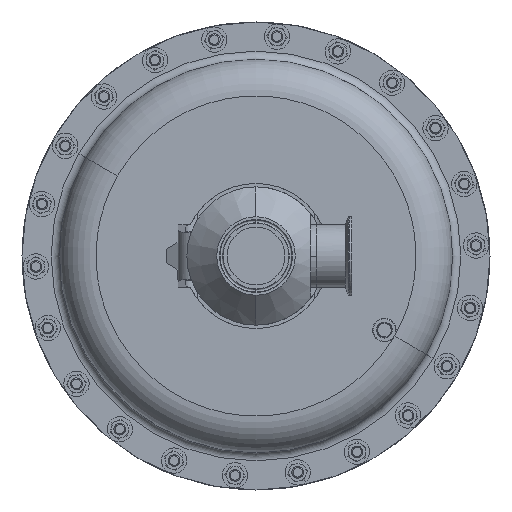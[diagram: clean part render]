
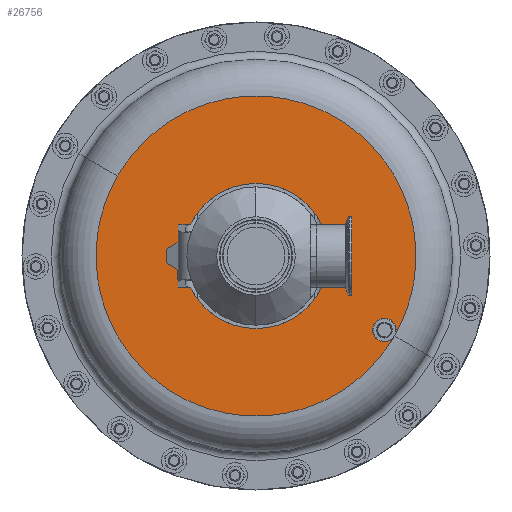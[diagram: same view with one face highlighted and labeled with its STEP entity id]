
A CAD part, front view. The second image highlights one B-rep face of the part: STEP entity #26756.
In plain terms, the highlighted planar face has unit normal (0, -1, 0).
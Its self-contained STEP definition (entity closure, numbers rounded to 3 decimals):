
#331 = CIRCLE ( 'NONE', #20006, 5.125 ) ;
#645 = ORIENTED_EDGE ( 'NONE', *, *, #22289, .F. ) ;
#1078 = CIRCLE ( 'NONE', #5808, 5.125 ) ;
#4140 = AXIS2_PLACEMENT_3D ( 'NONE', #17995, #21006, #24002 ) ;
#4160 = DIRECTION ( 'NONE',  ( 0., 1., 0. ) ) ;
#4559 = CARTESIAN_POINT ( 'NONE',  ( 0., 9.66, 2.325 ) ) ;
#5040 = EDGE_CURVE ( 'NONE', #5678, #37181, #25280, .T. ) ;
#5678 = VERTEX_POINT ( 'NONE', #4559 ) ;
#5808 = AXIS2_PLACEMENT_3D ( 'NONE', #24419, #9973, #21543 ) ;
#6600 = AXIS2_PLACEMENT_3D ( 'NONE', #22363, #10417, #36859 ) ;
#6731 = ORIENTED_EDGE ( 'NONE', *, *, #37566, .T. ) ;
#7457 = EDGE_LOOP ( 'NONE', ( #645, #35278, #6731, #11546, #36069 ) ) ;
#7653 = FACE_OUTER_BOUND ( 'NONE', #7457, .T. ) ;
#8943 = AXIS2_PLACEMENT_3D ( 'NONE', #21562, #30948, #36841 ) ;
#9973 = DIRECTION ( 'NONE',  ( 0., 1., 0. ) ) ;
#10166 = CIRCLE ( 'NONE', #12250, 0.375 ) ;
#10330 = DIRECTION ( 'NONE',  ( 0., -1., 0. ) ) ;
#10417 = DIRECTION ( 'NONE',  ( 0., -1., 0. ) ) ;
#11546 = ORIENTED_EDGE ( 'NONE', *, *, #23940, .T. ) ;
#11989 = CARTESIAN_POINT ( 'NONE',  ( 0., 9.66, 0. ) ) ;
#12250 = AXIS2_PLACEMENT_3D ( 'NONE', #25897, #13595, #25635 ) ;
#12266 = CARTESIAN_POINT ( 'NONE',  ( 0., 9.66, -2.325 ) ) ;
#13317 = PLANE ( 'NONE',  #6600 ) ;
#13595 = DIRECTION ( 'NONE',  ( 0., 1., 0. ) ) ;
#13814 = EDGE_CURVE ( 'NONE', #37181, #5678, #32312, .T. ) ;
#14212 = EDGE_CURVE ( 'NONE', #20133, #24131, #20929, .T. ) ;
#14374 = AXIS2_PLACEMENT_3D ( 'NONE', #20748, #32509, #32775 ) ;
#15788 = ORIENTED_EDGE ( 'NONE', *, *, #13814, .F. ) ;
#16502 = DIRECTION ( 'NONE',  ( 0., 0., -1. ) ) ;
#16955 = EDGE_LOOP ( 'NONE', ( #15788, #31043 ) ) ;
#17995 = CARTESIAN_POINT ( 'NONE',  ( 4.114, 9.66, -2.375 ) ) ;
#18160 = CARTESIAN_POINT ( 'NONE',  ( 4.093, 9.66, -2.001 ) ) ;
#18322 = CARTESIAN_POINT ( 'NONE',  ( 4.438, 9.66, -2.562 ) ) ;
#18471 = DIRECTION ( 'NONE',  ( 0.866, 0., -0.5 ) ) ;
#19116 = AXIS2_PLACEMENT_3D ( 'NONE', #28206, #10330, #16502 ) ;
#19391 = CARTESIAN_POINT ( 'NONE',  ( -4.438, 9.66, 2.563 ) ) ;
#20006 = AXIS2_PLACEMENT_3D ( 'NONE', #11989, #4160, #18471 ) ;
#20133 = VERTEX_POINT ( 'NONE', #18322 ) ;
#20748 = CARTESIAN_POINT ( 'NONE',  ( 4.114, 9.66, -2.375 ) ) ;
#20929 = CIRCLE ( 'NONE', #4140, 0.375 ) ;
#21006 = DIRECTION ( 'NONE',  ( 0., 1., 0. ) ) ;
#21543 = DIRECTION ( 'NONE',  ( 0.866, 0., -0.5 ) ) ;
#21562 = CARTESIAN_POINT ( 'NONE',  ( 0., 9.66, 0. ) ) ;
#21628 = CIRCLE ( 'NONE', #14374, 0.375 ) ;
#22289 = EDGE_CURVE ( 'NONE', #20133, #32650, #331, .T. ) ;
#22363 = CARTESIAN_POINT ( 'NONE',  ( -2.563, 9.66, -4.438 ) ) ;
#23940 = EDGE_CURVE ( 'NONE', #30916, #20133, #10166, .T. ) ;
#24002 = DIRECTION ( 'NONE',  ( 0.055, 0., -0.998 ) ) ;
#24131 = VERTEX_POINT ( 'NONE', #26179 ) ;
#24419 = CARTESIAN_POINT ( 'NONE',  ( 0., 9.66, 0. ) ) ;
#25280 = CIRCLE ( 'NONE', #19116, 2.325 ) ;
#25603 = EDGE_CURVE ( 'NONE', #32650, #20133, #1078, .T. ) ;
#25635 = DIRECTION ( 'NONE',  ( 0.055, 0., -0.998 ) ) ;
#25897 = CARTESIAN_POINT ( 'NONE',  ( 4.114, 9.66, -2.375 ) ) ;
#26179 = CARTESIAN_POINT ( 'NONE',  ( 4.134, 9.66, -2.749 ) ) ;
#26756 = ADVANCED_FACE ( 'NONE', ( #34028, #7653 ), #13317, .T. ) ;
#28206 = CARTESIAN_POINT ( 'NONE',  ( 0., 9.66, 0. ) ) ;
#30916 = VERTEX_POINT ( 'NONE', #18160 ) ;
#30948 = DIRECTION ( 'NONE',  ( 0., -1., 0. ) ) ;
#31043 = ORIENTED_EDGE ( 'NONE', *, *, #5040, .F. ) ;
#32312 = CIRCLE ( 'NONE', #8943, 2.325 ) ;
#32509 = DIRECTION ( 'NONE',  ( 0., 1., 0. ) ) ;
#32650 = VERTEX_POINT ( 'NONE', #19391 ) ;
#32775 = DIRECTION ( 'NONE',  ( 0.055, 0., -0.998 ) ) ;
#34028 = FACE_BOUND ( 'NONE', #16955, .T. ) ;
#35278 = ORIENTED_EDGE ( 'NONE', *, *, #14212, .T. ) ;
#36069 = ORIENTED_EDGE ( 'NONE', *, *, #25603, .F. ) ;
#36841 = DIRECTION ( 'NONE',  ( 0., 0., -1. ) ) ;
#36859 = DIRECTION ( 'NONE',  ( -0.866, 0., 0.5 ) ) ;
#37181 = VERTEX_POINT ( 'NONE', #12266 ) ;
#37566 = EDGE_CURVE ( 'NONE', #24131, #30916, #21628, .T. ) ;
